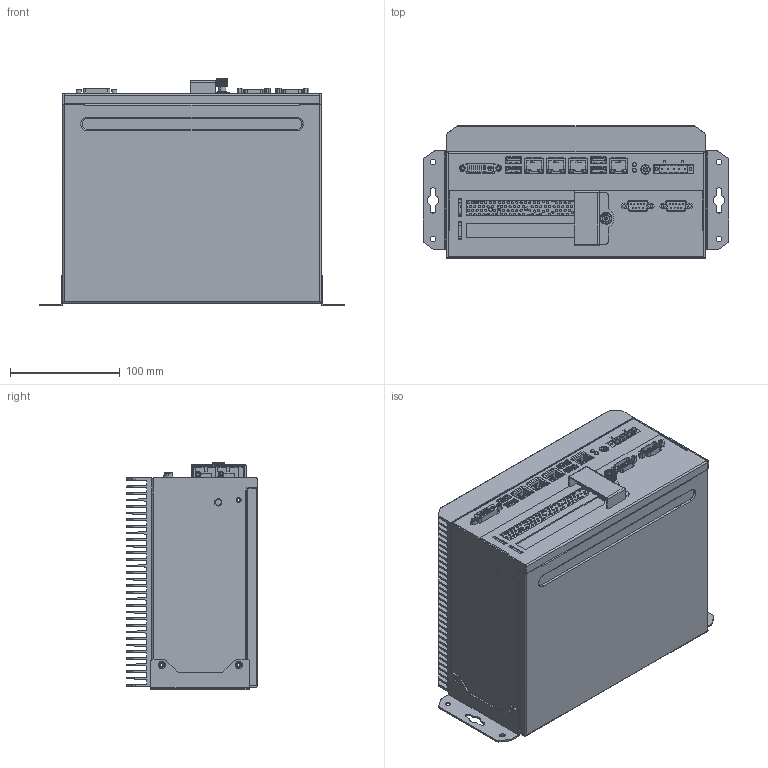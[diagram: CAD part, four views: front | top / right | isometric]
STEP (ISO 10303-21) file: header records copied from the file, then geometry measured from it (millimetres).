
FILE_DESCRIPTION (( 'STEP AP214' ), '1' );
FILE_NAME ('EBOX-3625.STEP', '2023-02-03T06:38:03', ( 'dhb' ), ( '' ), 'SwSTEP 2.0', 'SolidWorks 2016', '' );
FILE_SCHEMA (( 'AUTOMOTIVE_DESIGN' ));
Length unit declared in the file: millimetre
Products named in the file (1): EBOX-3625
Bounding box: 278 x 120 x 206.7 mm (x, y, z)
Surface area: 648283.7 mm2 (no closed solid volume)
Topology: 0 solids, 91 shells, 1591 faces, 6546 edges, 4975 vertices
Faces by surface type: plane 847, cylinder 696, bspline 26, cone 14, torus 8
Entity records: 89892 total; most frequent: CARTESIAN_POINT 19639, DIRECTION 10438, ORIENTED_EDGE 9883, EDGE_CURVE 6516, VERTEX_POINT 4975, VECTOR 4214, LINE 4214, AXIS2_PLACEMENT_3D 3112
